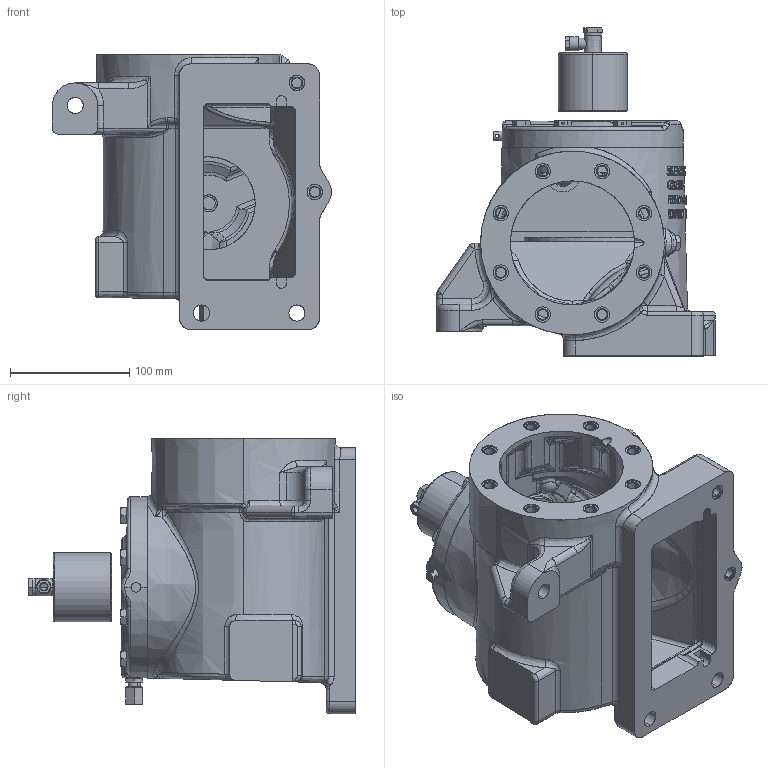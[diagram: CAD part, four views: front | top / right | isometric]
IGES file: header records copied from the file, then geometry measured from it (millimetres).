
Start section: SolidWorks IGES file using analytic representation for surfaces
Global section: file name: GL80-M_251622.IGS; native system: SolidWorks 2010; preprocessor: SolidWorks 2010; author: LarsenR; date: 130918.082454; units: millimetre
Bounding box: 234 x 275 x 231 mm (x, y, z)
Surface area: 342358 mm2 (no closed solid volume)
Topology: 0 solids, 0 shells, 1514 faces, 25489 edges, 25431 vertices
Faces by surface type: bspline 1052, revolution 462
